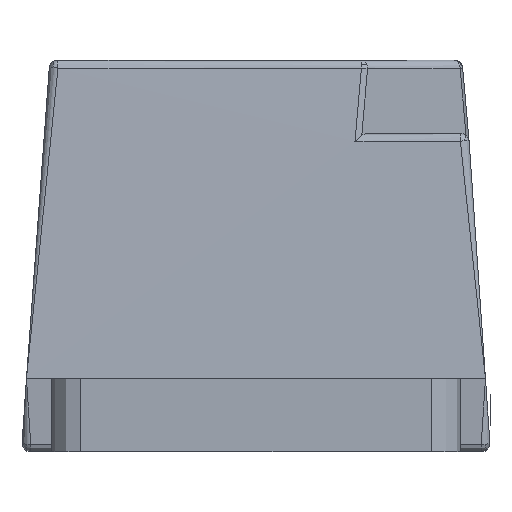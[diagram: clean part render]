
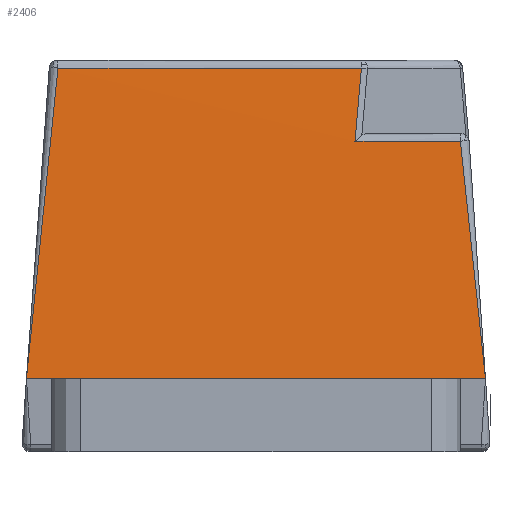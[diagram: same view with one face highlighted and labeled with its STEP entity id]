
A CAD part, left-side view. The second image highlights one B-rep face of the part: STEP entity #2406.
In plain terms, the highlighted planar face has unit normal (0.996, 0, -0.087).
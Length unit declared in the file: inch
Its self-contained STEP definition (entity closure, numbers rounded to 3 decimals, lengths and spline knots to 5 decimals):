
#49 = EDGE_CURVE ( 'NONE', #1337, #3472, #351, .T. ) ;
#154 = ORIENTED_EDGE ( 'NONE', *, *, #2874, .F. ) ;
#239 = EDGE_CURVE ( 'NONE', #1337, #2620, #4827, .T. ) ;
#289 = DIRECTION ( 'NONE',  ( 0.087, -0.087, 0.992 ) ) ;
#351 = LINE ( 'NONE', #1250, #654 ) ;
#377 = DIRECTION ( 'NONE',  ( 0.087, 0.087, 0.992 ) ) ;
#452 = CARTESIAN_POINT ( 'NONE',  ( -0.02376, -0.01575, 0.02584 ) ) ;
#636 = EDGE_CURVE ( 'NONE', #4872, #3472, #811, .T. ) ;
#654 = VECTOR ( 'NONE', #2426, 39.37008 ) ;
#669 = CARTESIAN_POINT ( 'NONE',  ( -0.02419, -0.00666, 0.02092 ) ) ;
#811 = LINE ( 'NONE', #1507, #1729 ) ;
#849 = VECTOR ( 'NONE', #3138, 39.37008 ) ;
#958 = DIRECTION ( 'NONE',  ( -0.996, 0., 0.087 ) ) ;
#1250 = CARTESIAN_POINT ( 'NONE',  ( -0.02559, -0.01575, 0.00498 ) ) ;
#1337 = VERTEX_POINT ( 'NONE', #1441 ) ;
#1358 = LINE ( 'NONE', #2970, #2389 ) ;
#1382 = EDGE_CURVE ( 'NONE', #2620, #3970, #1358, .T. ) ;
#1441 = CARTESIAN_POINT ( 'NONE',  ( -0.02529, -0.01545, 0.00492 ) ) ;
#1501 = EDGE_CURVE ( 'NONE', #3970, #4498, #4817, .T. ) ;
#1507 = CARTESIAN_POINT ( 'NONE',  ( -0.02376, 0.01333, 0.02584 ) ) ;
#1600 = ORIENTED_EDGE ( 'NONE', *, *, #239, .F. ) ;
#1729 = VECTOR ( 'NONE', #4152, 39.37008 ) ;
#1890 = LINE ( 'NONE', #452, #849 ) ;
#2074 = ORIENTED_EDGE ( 'NONE', *, *, #1382, .F. ) ;
#2278 = VECTOR ( 'NONE', #377, 39.37008 ) ;
#2279 = DIRECTION ( 'NONE',  ( 0., 1., 0. ) ) ;
#2363 = CARTESIAN_POINT ( 'NONE',  ( -0.02376, 0.01333, 0.02584 ) ) ;
#2389 = VECTOR ( 'NONE', #2279, 39.37008 ) ;
#2406 = ADVANCED_FACE ( 'NONE', ( #3126 ), #4742, .F. ) ;
#2426 = DIRECTION ( 'NONE',  ( 0., 1., 0. ) ) ;
#2486 = CARTESIAN_POINT ( 'NONE',  ( -0.02529, 0.01545, 0.00492 ) ) ;
#2620 = VERTEX_POINT ( 'NONE', #4090 ) ;
#2670 = CARTESIAN_POINT ( 'NONE',  ( -0.02376, -0.0071, 0.02584 ) ) ;
#2671 = VECTOR ( 'NONE', #289, 39.37008 ) ;
#2874 = EDGE_CURVE ( 'NONE', #4498, #4872, #1890, .T. ) ;
#2970 = CARTESIAN_POINT ( 'NONE',  ( -0.02419, -0.01575, 0.02092 ) ) ;
#3001 = ORIENTED_EDGE ( 'NONE', *, *, #636, .F. ) ;
#3126 = FACE_OUTER_BOUND ( 'NONE', #4861, .T. ) ;
#3138 = DIRECTION ( 'NONE',  ( 0., 1., 0. ) ) ;
#3250 = CARTESIAN_POINT ( 'NONE',  ( -0.02559, -0.01575, 0.00492 ) ) ;
#3472 = VERTEX_POINT ( 'NONE', #2486 ) ;
#3634 = DIRECTION ( 'NONE',  ( 0.087, 0., 0.996 ) ) ;
#3970 = VERTEX_POINT ( 'NONE', #4362 ) ;
#4090 = CARTESIAN_POINT ( 'NONE',  ( -0.02419, -0.01376, 0.02092 ) ) ;
#4137 = ORIENTED_EDGE ( 'NONE', *, *, #1501, .F. ) ;
#4152 = DIRECTION ( 'NONE',  ( -0.087, 0.087, -0.992 ) ) ;
#4256 = ORIENTED_EDGE ( 'NONE', *, *, #49, .T. ) ;
#4362 = CARTESIAN_POINT ( 'NONE',  ( -0.02419, -0.00666, 0.02092 ) ) ;
#4480 = AXIS2_PLACEMENT_3D ( 'NONE', #3250, #958, #3634 ) ;
#4498 = VERTEX_POINT ( 'NONE', #2670 ) ;
#4583 = CARTESIAN_POINT ( 'NONE',  ( -0.02559, -0.01515, 0.00498 ) ) ;
#4742 = PLANE ( 'NONE',  #4480 ) ;
#4817 = LINE ( 'NONE', #669, #2671 ) ;
#4827 = LINE ( 'NONE', #4583, #2278 ) ;
#4861 = EDGE_LOOP ( 'NONE', ( #154, #4137, #2074, #1600, #4256, #3001 ) ) ;
#4872 = VERTEX_POINT ( 'NONE', #2363 ) ;
